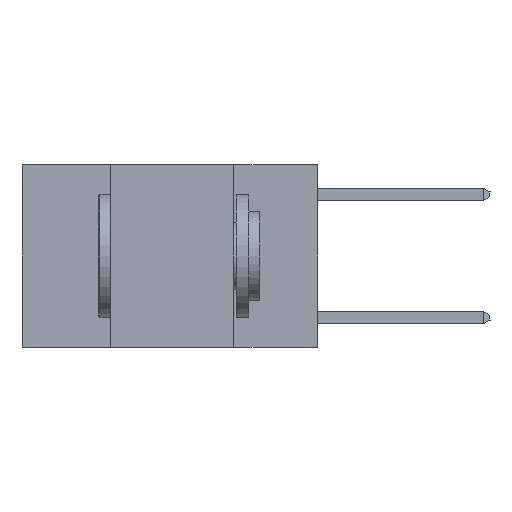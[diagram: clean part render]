
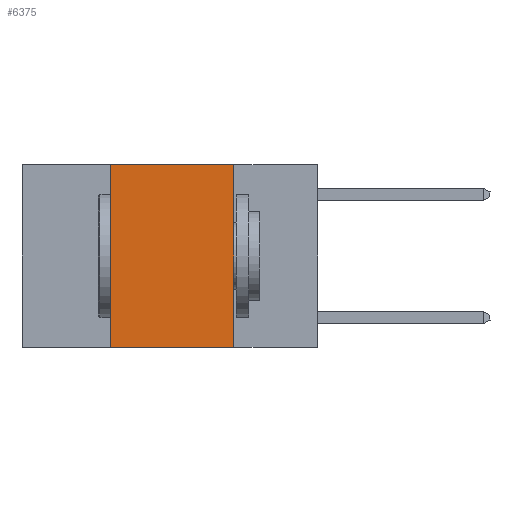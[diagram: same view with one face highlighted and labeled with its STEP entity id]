
A CAD part, left-side view. The second image highlights one B-rep face of the part: STEP entity #6375.
In plain terms, the highlighted planar face has unit normal (-1, 0, 0).
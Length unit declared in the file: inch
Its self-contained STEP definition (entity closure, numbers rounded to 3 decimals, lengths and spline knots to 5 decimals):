
#11 = FACE_OUTER_BOUND ( 'NONE', #16905, .T. ) ;
#502 = DIRECTION ( 'NONE',  ( 0., 0., 1. ) ) ;
#717 = VECTOR ( 'NONE', #2864, 39.37008 ) ;
#890 = EDGE_CURVE ( 'NONE', #6803, #25244, #7134, .T. ) ;
#2301 = DIRECTION ( 'NONE',  ( 1., 0., 0. ) ) ;
#2338 = LINE ( 'NONE', #19295, #717 ) ;
#2544 = CARTESIAN_POINT ( 'NONE',  ( 0., 0.42, 0. ) ) ;
#2864 = DIRECTION ( 'NONE',  ( 0., -1., 0. ) ) ;
#3979 = LINE ( 'NONE', #17996, #7964 ) ;
#6070 = CARTESIAN_POINT ( 'NONE',  ( 0., 0.6, 0. ) ) ;
#6126 = VECTOR ( 'NONE', #12971, 39.37008 ) ;
#6375 = ADVANCED_FACE ( 'NONE', ( #11 ), #16325, .F. ) ;
#6803 = VERTEX_POINT ( 'NONE', #24319 ) ;
#6849 = CARTESIAN_POINT ( 'NONE',  ( 0., 0.17, 0. ) ) ;
#6871 = CARTESIAN_POINT ( 'NONE',  ( 0., 0.17, -0.37 ) ) ;
#7134 = LINE ( 'NONE', #23143, #6126 ) ;
#7964 = VECTOR ( 'NONE', #26451, 39.37008 ) ;
#8349 = EDGE_CURVE ( 'NONE', #21013, #6803, #11045, .T. ) ;
#8372 = CARTESIAN_POINT ( 'NONE',  ( 0., 0.42, -0.37 ) ) ;
#8604 = ORIENTED_EDGE ( 'NONE', *, *, #25859, .F. ) ;
#8825 = ORIENTED_EDGE ( 'NONE', *, *, #890, .F. ) ;
#11045 = LINE ( 'NONE', #2544, #22812 ) ;
#12971 = DIRECTION ( 'NONE',  ( 0., -1., 0. ) ) ;
#13843 = ORIENTED_EDGE ( 'NONE', *, *, #8349, .F. ) ;
#14281 = ORIENTED_EDGE ( 'NONE', *, *, #24203, .T. ) ;
#14314 = DIRECTION ( 'NONE',  ( 0., 0., -1. ) ) ;
#16325 = PLANE ( 'NONE',  #20602 ) ;
#16905 = EDGE_LOOP ( 'NONE', ( #8604, #8825, #13843, #14281 ) ) ;
#17996 = CARTESIAN_POINT ( 'NONE',  ( 0., 0.17, 0. ) ) ;
#19295 = CARTESIAN_POINT ( 'NONE',  ( 0., 0.6, -0.37 ) ) ;
#20602 = AXIS2_PLACEMENT_3D ( 'NONE', #6070, #2301, #14314 ) ;
#21013 = VERTEX_POINT ( 'NONE', #8372 ) ;
#22812 = VECTOR ( 'NONE', #502, 39.37008 ) ;
#23143 = CARTESIAN_POINT ( 'NONE',  ( 0., 0.6, 0. ) ) ;
#23409 = VERTEX_POINT ( 'NONE', #6871 ) ;
#24203 = EDGE_CURVE ( 'NONE', #21013, #23409, #2338, .T. ) ;
#24319 = CARTESIAN_POINT ( 'NONE',  ( 0., 0.42, 0. ) ) ;
#25244 = VERTEX_POINT ( 'NONE', #6849 ) ;
#25859 = EDGE_CURVE ( 'NONE', #25244, #23409, #3979, .T. ) ;
#26451 = DIRECTION ( 'NONE',  ( 0., 0., -1. ) ) ;
